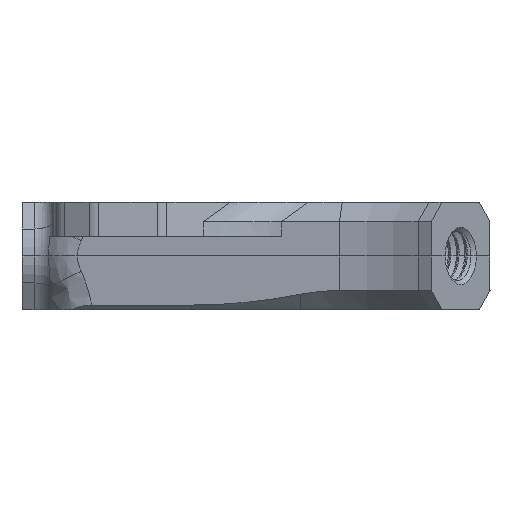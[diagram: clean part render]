
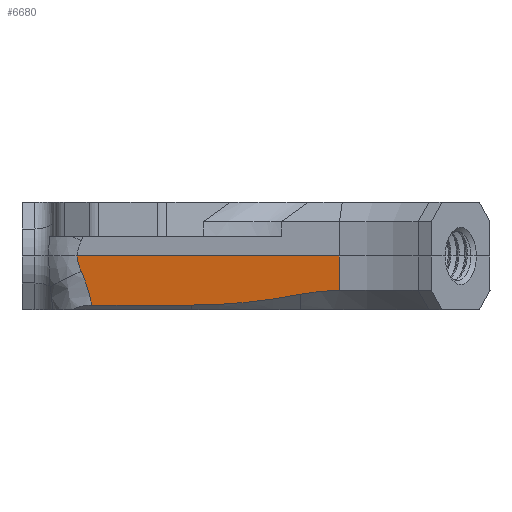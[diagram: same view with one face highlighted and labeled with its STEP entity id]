
A CAD part, left-side view. The second image highlights one B-rep face of the part: STEP entity #6680.
In plain terms, the highlighted planar face has unit normal (-0.99, 0.142, 0).
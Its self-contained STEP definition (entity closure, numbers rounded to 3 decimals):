
#14=(
BOUNDED_CURVE()
B_SPLINE_CURVE(2,(#18220,#18221,#18222),.UNSPECIFIED.,.F.,.F.)
B_SPLINE_CURVE_WITH_KNOTS((3,3),(0.938,1.365),
 .UNSPECIFIED.)
CURVE()
GEOMETRIC_REPRESENTATION_ITEM()
RATIONAL_B_SPLINE_CURVE((1.05,1.05,1.04))
REPRESENTATION_ITEM('')
);
#71=ELLIPSE('',#7091,86.833,69.564);
#73=ELLIPSE('',#7097,14.143,7.);
#549=B_SPLINE_CURVE_WITH_KNOTS('',3,(#18164,#18165,#18166,#18167,#18168),
 .UNSPECIFIED.,.F.,.F.,(4,1,4),(-0.325,-0.232,-0.162),
 .UNSPECIFIED.);
#666=PLANE('',#7104);
#1012=FACE_OUTER_BOUND('',#1390,.T.);
#1390=EDGE_LOOP('',(#6145,#6146,#6147,#6148,#6149,#6150,#6151));
#1870=LINE('',#14602,#2329);
#2016=LINE('',#18302,#2475);
#2017=LINE('',#18486,#2476);
#2329=VECTOR('',#7940,10.);
#2475=VECTOR('',#8386,10.);
#2476=VECTOR('',#8395,10.);
#2854=VERTEX_POINT('',#14299);
#2925=VERTEX_POINT('',#14595);
#3142=VERTEX_POINT('',#18162);
#3144=VERTEX_POINT('',#18216);
#3145=VERTEX_POINT('',#18218);
#3146=VERTEX_POINT('',#18239);
#3147=VERTEX_POINT('',#18295);
#3792=EDGE_CURVE('',#2854,#2925,#1870,.T.);
#4131=EDGE_CURVE('',#3142,#2925,#549,.T.);
#4146=EDGE_CURVE('',#3145,#3144,#14,.T.);
#4147=EDGE_CURVE('',#3144,#3146,#71,.T.);
#4154=EDGE_CURVE('',#3146,#3147,#2016,.T.);
#4155=EDGE_CURVE('',#3147,#3142,#73,.T.);
#4158=EDGE_CURVE('',#2854,#3145,#2017,.T.);
#6145=ORIENTED_EDGE('',*,*,#3792,.T.);
#6146=ORIENTED_EDGE('',*,*,#4131,.F.);
#6147=ORIENTED_EDGE('',*,*,#4155,.F.);
#6148=ORIENTED_EDGE('',*,*,#4154,.F.);
#6149=ORIENTED_EDGE('',*,*,#4147,.F.);
#6150=ORIENTED_EDGE('',*,*,#4146,.F.);
#6151=ORIENTED_EDGE('',*,*,#4158,.F.);
#6680=ADVANCED_FACE('',(#1012),#666,.T.);
#7091=AXIS2_PLACEMENT_3D('',#18240,#8374,#8375);
#7097=AXIS2_PLACEMENT_3D('',#18323,#8387,#8388);
#7104=AXIS2_PLACEMENT_3D('',#18490,#8402,#8403);
#7940=DIRECTION('',(0.142,0.99,0.));
#8374=DIRECTION('center_axis',(0.99,-0.142,0.));
#8375=DIRECTION('ref_axis',(0.026,0.182,-0.983));
#8386=DIRECTION('',(0.142,0.99,0.));
#8387=DIRECTION('center_axis',(-0.99,0.142,0.));
#8388=DIRECTION('ref_axis',(-0.012,-0.081,0.997));
#8395=DIRECTION('',(0.,0.,-1.));
#8402=DIRECTION('center_axis',(-0.99,0.142,0.));
#8403=DIRECTION('ref_axis',(-0.142,-0.99,0.));
#14299=CARTESIAN_POINT('',(147.482,95.15,97.305));
#14595=CARTESIAN_POINT('',(151.319,121.88,97.305));
#14602=CARTESIAN_POINT('',(150.281,114.647,97.305));
#18162=CARTESIAN_POINT('',(151.259,121.459,95.75));
#18164=CARTESIAN_POINT('Ctrl Pts',(151.259,121.459,95.75));
#18165=CARTESIAN_POINT('Ctrl Pts',(151.277,121.585,96.032));
#18166=CARTESIAN_POINT('Ctrl Pts',(151.307,121.793,96.533));
#18167=CARTESIAN_POINT('Ctrl Pts',(151.319,121.88,97.073));
#18168=CARTESIAN_POINT('Ctrl Pts',(151.319,121.88,97.305));
#18216=CARTESIAN_POINT('',(148.052,99.117,93.407));
#18218=CARTESIAN_POINT('',(147.482,95.15,93.805));
#18220=CARTESIAN_POINT('Ctrl Pts',(147.482,95.15,93.805));
#18221=CARTESIAN_POINT('Ctrl Pts',(147.764,97.114,93.805));
#18222=CARTESIAN_POINT('Ctrl Pts',(148.052,99.117,93.407));
#18239=CARTESIAN_POINT('',(149.646,110.226,92.305));
#18240=CARTESIAN_POINT('Origin',(148.845,104.642,178.613));
#18295=CARTESIAN_POINT('',(151.104,120.385,92.305));
#18302=CARTESIAN_POINT('',(149.69,110.528,92.305));
#18323=CARTESIAN_POINT('Origin',(152.041,126.91,85.613));
#18486=CARTESIAN_POINT('',(147.482,95.15,100.055));
#18490=CARTESIAN_POINT('Origin',(151.652,124.2,97.305));
